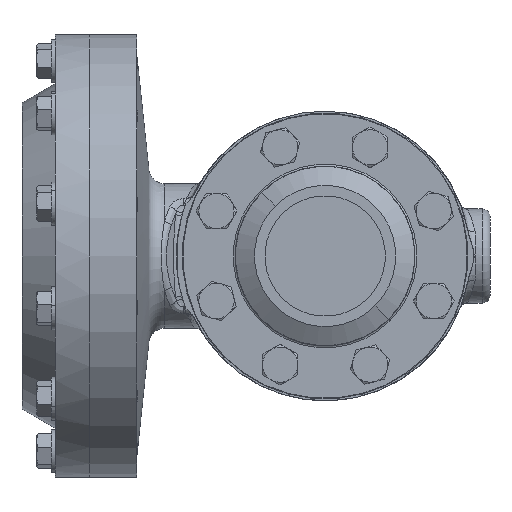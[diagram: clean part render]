
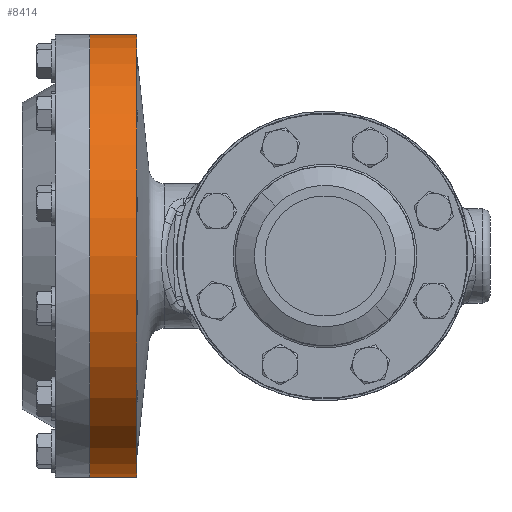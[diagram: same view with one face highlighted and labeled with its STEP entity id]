
A CAD part, left-side view. The second image highlights one B-rep face of the part: STEP entity #8414.
In plain terms, the highlighted cylindrical face has radius 89.662 mm (diameter 179.324 mm), a partial arc.
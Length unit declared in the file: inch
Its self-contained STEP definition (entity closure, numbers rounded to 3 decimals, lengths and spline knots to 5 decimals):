
#38 = VERTEX_POINT ( 'NONE', #1931 ) ;
#44 = LINE ( 'NONE', #5542, #11369 ) ;
#78 = ORIENTED_EDGE ( 'NONE', *, *, #6761, .F. ) ;
#467 = CYLINDRICAL_SURFACE ( 'NONE', #14350, 3.53 ) ;
#1683 = LINE ( 'NONE', #10697, #12156 ) ;
#1931 = CARTESIAN_POINT ( 'NONE',  ( 0., 3.75, -3.53 ) ) ;
#2224 = VERTEX_POINT ( 'NONE', #9354 ) ;
#2227 = DIRECTION ( 'NONE',  ( 0., -1., 0. ) ) ;
#2882 = DIRECTION ( 'NONE',  ( 0., -1., 0. ) ) ;
#3361 = CARTESIAN_POINT ( 'NONE',  ( 0., 3., 3.53 ) ) ;
#3888 = DIRECTION ( 'NONE',  ( 0., -1., 0. ) ) ;
#4066 = CIRCLE ( 'NONE', #11012, 3.53 ) ;
#4145 = VERTEX_POINT ( 'NONE', #13554 ) ;
#4481 = ORIENTED_EDGE ( 'NONE', *, *, #13789, .T. ) ;
#5542 = CARTESIAN_POINT ( 'NONE',  ( 0., -2.84451, -3.53 ) ) ;
#5848 = EDGE_CURVE ( 'NONE', #4145, #38, #4066, .T. ) ;
#6075 = EDGE_LOOP ( 'NONE', ( #14154, #7358, #4481, #78 ) ) ;
#6400 = DIRECTION ( 'NONE',  ( 0., -1., 0. ) ) ;
#6761 = EDGE_CURVE ( 'NONE', #8785, #2224, #7563, .T. ) ;
#7358 = ORIENTED_EDGE ( 'NONE', *, *, #5848, .T. ) ;
#7563 = CIRCLE ( 'NONE', #9072, 3.53 ) ;
#8146 = FACE_OUTER_BOUND ( 'NONE', #6075, .T. ) ;
#8414 = ADVANCED_FACE ( 'NONE', ( #8146 ), #467, .T. ) ;
#8785 = VERTEX_POINT ( 'NONE', #3361 ) ;
#9072 = AXIS2_PLACEMENT_3D ( 'NONE', #10403, #2227, #11779 ) ;
#9354 = CARTESIAN_POINT ( 'NONE',  ( 0., 3., -3.53 ) ) ;
#10403 = CARTESIAN_POINT ( 'NONE',  ( 0., 3., 0. ) ) ;
#10553 = DIRECTION ( 'NONE',  ( 0., 0., -1. ) ) ;
#10611 = DIRECTION ( 'NONE',  ( 0., -1., 0. ) ) ;
#10697 = CARTESIAN_POINT ( 'NONE',  ( 0., -2.84451, 3.53 ) ) ;
#11012 = AXIS2_PLACEMENT_3D ( 'NONE', #14571, #6400, #15953 ) ;
#11250 = EDGE_CURVE ( 'NONE', #4145, #8785, #1683, .T. ) ;
#11369 = VECTOR ( 'NONE', #2882, 39.37008 ) ;
#11779 = DIRECTION ( 'NONE',  ( 0., 0., -1. ) ) ;
#11974 = CARTESIAN_POINT ( 'NONE',  ( 0., -2.84451, 0. ) ) ;
#12156 = VECTOR ( 'NONE', #3888, 39.37008 ) ;
#13554 = CARTESIAN_POINT ( 'NONE',  ( 0., 3.75, 3.53 ) ) ;
#13789 = EDGE_CURVE ( 'NONE', #38, #2224, #44, .T. ) ;
#14154 = ORIENTED_EDGE ( 'NONE', *, *, #11250, .F. ) ;
#14350 = AXIS2_PLACEMENT_3D ( 'NONE', #11974, #10611, #10553 ) ;
#14571 = CARTESIAN_POINT ( 'NONE',  ( 0., 3.75, 0. ) ) ;
#15953 = DIRECTION ( 'NONE',  ( 0., 0., -1. ) ) ;
